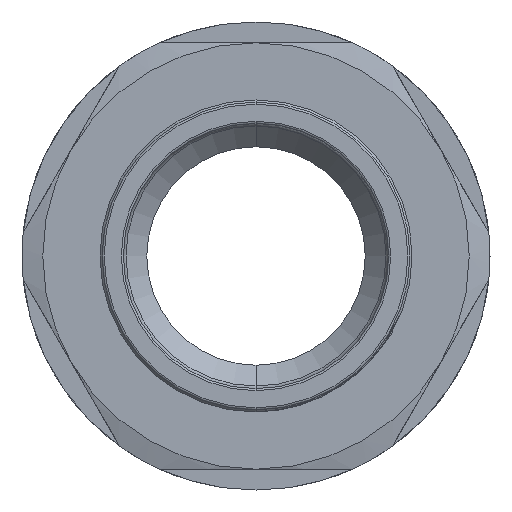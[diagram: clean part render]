
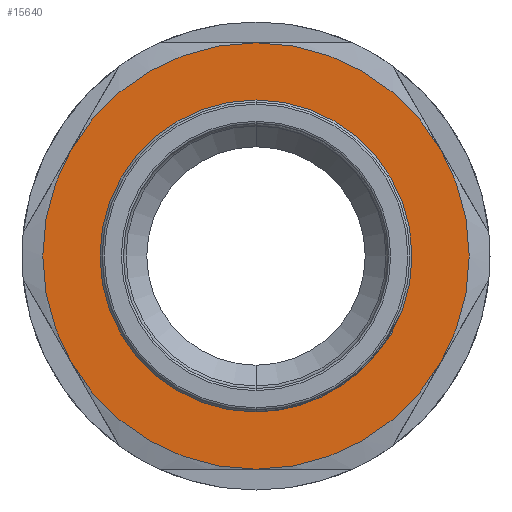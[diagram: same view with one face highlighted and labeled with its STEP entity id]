
A CAD part, front view. The second image highlights one B-rep face of the part: STEP entity #15640.
In plain terms, the highlighted planar face has unit normal (0, -1, 0).
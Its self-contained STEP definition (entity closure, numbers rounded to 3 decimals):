
#157 = CARTESIAN_POINT ( 'NONE',  ( 0., -24.5, 0. ) ) ;
#321 = DIRECTION ( 'NONE',  ( 0., 1., 0. ) ) ;
#342 = CARTESIAN_POINT ( 'NONE',  ( 0., -24.5, 0. ) ) ;
#508 = CARTESIAN_POINT ( 'NONE',  ( 0., -24.5, 0. ) ) ;
#527 = EDGE_CURVE ( 'NONE', #14935, #10853, #6312, .T. ) ;
#1107 = DIRECTION ( 'NONE',  ( 0., 0., -1. ) ) ;
#1155 = CARTESIAN_POINT ( 'NONE',  ( -17.754, -24.5, -10.25 ) ) ;
#1167 = CARTESIAN_POINT ( 'NONE',  ( 0., -24.5, 0. ) ) ;
#1174 = CARTESIAN_POINT ( 'NONE',  ( 0.058, -24.5, -15. ) ) ;
#1322 = EDGE_CURVE ( 'NONE', #4302, #10770, #7262, .T. ) ;
#1429 = DIRECTION ( 'NONE',  ( 0., 0., -1. ) ) ;
#1808 = VERTEX_POINT ( 'NONE', #16681 ) ;
#1959 = CIRCLE ( 'NONE', #6923, 20.5 ) ;
#1970 = CARTESIAN_POINT ( 'NONE',  ( 10.383, -24.5, -10.728 ) ) ;
#1996 = CARTESIAN_POINT ( 'NONE',  ( 0., -24.5, 0. ) ) ;
#2012 = ORIENTED_EDGE ( 'NONE', *, *, #13974, .T. ) ;
#2561 = ORIENTED_EDGE ( 'NONE', *, *, #5888, .F. ) ;
#2742 = DIRECTION ( 'NONE',  ( 0., 0., -1. ) ) ;
#3342 = CARTESIAN_POINT ( 'NONE',  ( 8.268, -24.5, -12.41 ) ) ;
#4016 = CARTESIAN_POINT ( 'NONE',  ( 12.114, -24.5, -8.807 ) ) ;
#4037 = CIRCLE ( 'NONE', #15701, 15. ) ;
#4040 = ORIENTED_EDGE ( 'NONE', *, *, #4436, .F. ) ;
#4055 = EDGE_CURVE ( 'NONE', #1808, #14298, #16672, .T. ) ;
#4113 = ORIENTED_EDGE ( 'NONE', *, *, #4055, .F. ) ;
#4135 = DIRECTION ( 'NONE',  ( 0., 1., 0. ) ) ;
#4302 = VERTEX_POINT ( 'NONE', #14359 ) ;
#4436 = EDGE_CURVE ( 'NONE', #10853, #7692, #13942, .T. ) ;
#4532 = CARTESIAN_POINT ( 'NONE',  ( 2.45, -24.5, -14.733 ) ) ;
#4583 = DIRECTION ( 'NONE',  ( 0., 0., -1. ) ) ;
#4591 = AXIS2_PLACEMENT_3D ( 'NONE', #157, #11322, #7290 ) ;
#4607 = AXIS2_PLACEMENT_3D ( 'NONE', #342, #7122, #8405 ) ;
#4806 = CARTESIAN_POINT ( 'NONE',  ( 11.604, -24.5, -9.402 ) ) ;
#4829 = DIRECTION ( 'NONE',  ( 0., 0., -1. ) ) ;
#4893 = CIRCLE ( 'NONE', #4607, 20.5 ) ;
#4895 = CARTESIAN_POINT ( 'NONE',  ( 5.894, -24.5, -13.701 ) ) ;
#5476 = CARTESIAN_POINT ( 'NONE',  ( 1.656, -24.5, -14.887 ) ) ;
#5781 = B_SPLINE_CURVE_WITH_KNOTS ( 'NONE', 3,
 ( #1174, #16612, #5476, #17634 ),
 .UNSPECIFIED., .F., .F.,
 ( 4, 4 ),
 ( 0.036, 0.038 ),
 .UNSPECIFIED. ) ;
#5888 = EDGE_CURVE ( 'NONE', #4302, #14935, #5781, .T. ) ;
#6186 = CARTESIAN_POINT ( 'NONE',  ( 0., -24.5, -15. ) ) ;
#6194 = VERTEX_POINT ( 'NONE', #1155 ) ;
#6312 = B_SPLINE_CURVE_WITH_KNOTS ( 'NONE', 3,
 ( #17410, #7635, #14597, #4895, #7725, #3342, #14501, #1970, #16040, #4806 ),
 .UNSPECIFIED., .F., .F.,
 ( 4, 2, 2, 2, 4 ),
 ( 0., 0.003, 0.005, 0.008, 0.011 ),
 .UNSPECIFIED. ) ;
#6342 = ORIENTED_EDGE ( 'NONE', *, *, #8870, .F. ) ;
#6527 = ORIENTED_EDGE ( 'NONE', *, *, #527, .F. ) ;
#6696 = AXIS2_PLACEMENT_3D ( 'NONE', #11095, #13835, #11001 ) ;
#6763 = VERTEX_POINT ( 'NONE', #7316 ) ;
#6923 = AXIS2_PLACEMENT_3D ( 'NONE', #16642, #4135, #1107 ) ;
#7122 = DIRECTION ( 'NONE',  ( 0., 1., 0. ) ) ;
#7167 = EDGE_CURVE ( 'NONE', #6194, #12597, #4893, .T. ) ;
#7216 = DIRECTION ( 'NONE',  ( 0., 1., 0. ) ) ;
#7262 = CIRCLE ( 'NONE', #15152, 15. ) ;
#7290 = DIRECTION ( 'NONE',  ( 0., 0., -1. ) ) ;
#7316 = CARTESIAN_POINT ( 'NONE',  ( 0., -24.5, -20.5 ) ) ;
#7635 = CARTESIAN_POINT ( 'NONE',  ( 3.334, -24.5, -14.56 ) ) ;
#7692 = VERTEX_POINT ( 'NONE', #17815 ) ;
#7725 = CARTESIAN_POINT ( 'NONE',  ( 6.712, -24.5, -13.316 ) ) ;
#8087 = ORIENTED_EDGE ( 'NONE', *, *, #16311, .F. ) ;
#8357 = CIRCLE ( 'NONE', #11580, 20.5 ) ;
#8405 = DIRECTION ( 'NONE',  ( 0., 0., -1. ) ) ;
#8610 = CARTESIAN_POINT ( 'NONE',  ( 0., -24.5, 0. ) ) ;
#8697 = FACE_OUTER_BOUND ( 'NONE', #11681, .T. ) ;
#8870 = EDGE_CURVE ( 'NONE', #14298, #6763, #1959, .T. ) ;
#9136 = DIRECTION ( 'NONE',  ( 0., 1., 0. ) ) ;
#9311 = AXIS2_PLACEMENT_3D ( 'NONE', #8610, #10070, #4583 ) ;
#9682 = EDGE_CURVE ( 'NONE', #10770, #12483, #4037, .T. ) ;
#9765 = DIRECTION ( 'NONE',  ( 0., 1., 0. ) ) ;
#9859 = CIRCLE ( 'NONE', #4591, 15. ) ;
#9893 = CIRCLE ( 'NONE', #13099, 20.5 ) ;
#10000 = ORIENTED_EDGE ( 'NONE', *, *, #7167, .F. ) ;
#10070 = DIRECTION ( 'NONE',  ( 0., -1., 0. ) ) ;
#10265 = AXIS2_PLACEMENT_3D ( 'NONE', #508, #10397, #17423 ) ;
#10397 = DIRECTION ( 'NONE',  ( 0., 1., 0. ) ) ;
#10561 = ORIENTED_EDGE ( 'NONE', *, *, #1322, .T. ) ;
#10757 = EDGE_LOOP ( 'NONE', ( #4040, #6527, #2561, #10561, #13189, #2012 ) ) ;
#10770 = VERTEX_POINT ( 'NONE', #6186 ) ;
#10853 = VERTEX_POINT ( 'NONE', #15684 ) ;
#10874 = CARTESIAN_POINT ( 'NONE',  ( 12.986, -24.5, -7.508 ) ) ;
#11001 = DIRECTION ( 'NONE',  ( 0., 0., 1. ) ) ;
#11095 = CARTESIAN_POINT ( 'NONE',  ( 0., -24.5, 0. ) ) ;
#11322 = DIRECTION ( 'NONE',  ( 0., 1., 0. ) ) ;
#11580 = AXIS2_PLACEMENT_3D ( 'NONE', #1996, #9136, #4829 ) ;
#11681 = EDGE_LOOP ( 'NONE', ( #17399, #6342, #4113, #14001, #8087, #10000 ) ) ;
#12002 = CARTESIAN_POINT ( 'NONE',  ( 17.754, -24.5, -10.25 ) ) ;
#12271 = EDGE_CURVE ( 'NONE', #14671, #1808, #15455, .T. ) ;
#12483 = VERTEX_POINT ( 'NONE', #12697 ) ;
#12597 = VERTEX_POINT ( 'NONE', #14070 ) ;
#12697 = CARTESIAN_POINT ( 'NONE',  ( 0., -24.5, 15. ) ) ;
#12868 = CARTESIAN_POINT ( 'NONE',  ( 0., -24.5, 0. ) ) ;
#13099 = AXIS2_PLACEMENT_3D ( 'NONE', #12868, #321, #1429 ) ;
#13189 = ORIENTED_EDGE ( 'NONE', *, *, #9682, .T. ) ;
#13442 = CARTESIAN_POINT ( 'NONE',  ( 11.604, -24.5, -9.402 ) ) ;
#13835 = DIRECTION ( 'NONE',  ( 0., 1., 0. ) ) ;
#13903 = CARTESIAN_POINT ( 'NONE',  ( 0., -24.5, 0. ) ) ;
#13942 = B_SPLINE_CURVE_WITH_KNOTS ( 'NONE', 3,
 ( #13442, #4016, #17541, #10874 ),
 .UNSPECIFIED., .F., .F.,
 ( 4, 4 ),
 ( 0., 0.002 ),
 .UNSPECIFIED. ) ;
#13974 = EDGE_CURVE ( 'NONE', #12483, #7692, #9859, .T. ) ;
#14001 = ORIENTED_EDGE ( 'NONE', *, *, #12271, .F. ) ;
#14070 = CARTESIAN_POINT ( 'NONE',  ( -17.754, -24.5, 10.25 ) ) ;
#14298 = VERTEX_POINT ( 'NONE', #12002 ) ;
#14359 = CARTESIAN_POINT ( 'NONE',  ( 0.058, -24.5, -15. ) ) ;
#14501 = CARTESIAN_POINT ( 'NONE',  ( 9.007, -24.5, -11.89 ) ) ;
#14597 = CARTESIAN_POINT ( 'NONE',  ( 4.205, -24.5, -14.324 ) ) ;
#14671 = VERTEX_POINT ( 'NONE', #15874 ) ;
#14935 = VERTEX_POINT ( 'NONE', #4532 ) ;
#15152 = AXIS2_PLACEMENT_3D ( 'NONE', #13903, #7216, #2742 ) ;
#15246 = DIRECTION ( 'NONE',  ( 0., 0., -1. ) ) ;
#15455 = CIRCLE ( 'NONE', #6696, 20.5 ) ;
#15634 = FACE_BOUND ( 'NONE', #10757, .T. ) ;
#15640 = ADVANCED_FACE ( 'NONE', ( #15634, #8697 ), #15901, .T. ) ;
#15684 = CARTESIAN_POINT ( 'NONE',  ( 11.604, -24.5, -9.402 ) ) ;
#15701 = AXIS2_PLACEMENT_3D ( 'NONE', #1167, #9765, #15246 ) ;
#15874 = CARTESIAN_POINT ( 'NONE',  ( 0., -24.5, 20.5 ) ) ;
#15901 = PLANE ( 'NONE',  #9311 ) ;
#16040 = CARTESIAN_POINT ( 'NONE',  ( 11.018, -24.5, -10.086 ) ) ;
#16311 = EDGE_CURVE ( 'NONE', #12597, #14671, #9893, .T. ) ;
#16612 = CARTESIAN_POINT ( 'NONE',  ( 0.858, -24.5, -14.976 ) ) ;
#16642 = CARTESIAN_POINT ( 'NONE',  ( 0., -24.5, 0. ) ) ;
#16672 = CIRCLE ( 'NONE', #10265, 20.5 ) ;
#16681 = CARTESIAN_POINT ( 'NONE',  ( 17.754, -24.5, 10.25 ) ) ;
#17354 = EDGE_CURVE ( 'NONE', #6763, #6194, #8357, .T. ) ;
#17399 = ORIENTED_EDGE ( 'NONE', *, *, #17354, .F. ) ;
#17410 = CARTESIAN_POINT ( 'NONE',  ( 2.45, -24.5, -14.733 ) ) ;
#17423 = DIRECTION ( 'NONE',  ( 0., 0., -1. ) ) ;
#17541 = CARTESIAN_POINT ( 'NONE',  ( 12.575, -24.5, -8.175 ) ) ;
#17634 = CARTESIAN_POINT ( 'NONE',  ( 2.45, -24.5, -14.733 ) ) ;
#17815 = CARTESIAN_POINT ( 'NONE',  ( 12.986, -24.5, -7.508 ) ) ;
